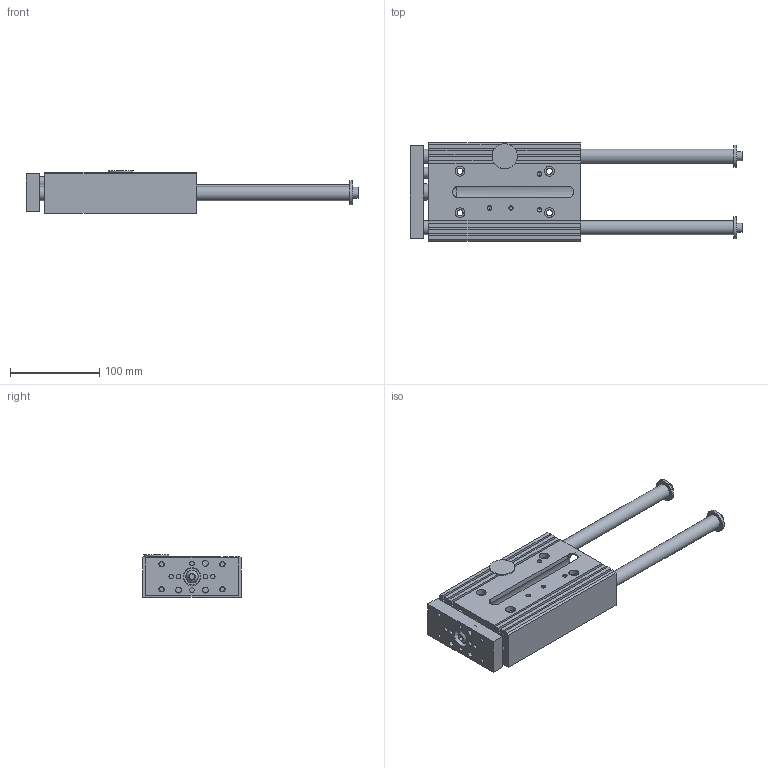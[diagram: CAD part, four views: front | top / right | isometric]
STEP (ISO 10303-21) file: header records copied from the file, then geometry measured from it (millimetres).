
FILE_DESCRIPTION( ( 'STEP AP214' ), '1' );
FILE_NAME( '8305017.step', '2010-06-10T06:47:46', ( ' ' ), ( ' ' ), 'XStep 1.0', ' ', ' ' );
FILE_SCHEMA( ( 'automotive_design' ) );
Length unit declared in the file: millimetre
Products named in the file (2): 1; 2
Bounding box: 371.5 x 110 x 47.5 mm (x, y, z)
Volume: 774214.9 mm3; surface area: 167913.5 mm2
Topology: 2 solids, 3 shells, 234 faces, 548 edges, 358 vertices
Faces by surface type: plane 128, cylinder 78, cone 27, sphere 1
Full cylindrical faces by diameter (mm): 4.134 x8, 4.918 x4, 5.02 x8, 5.1 x4, 6.6 x3, 6.647 x8, 6.75 x4, 8 x2, 10 x3, 11 x7, 12 x1, 16 x5, 18.5 x2, 20 x1, 24 x1, 25 x2, 28 x1, 34 x1
Entity records: 8117 total; most frequent: CARTESIAN_POINT 1218, DIRECTION 1068, ORIENTED_EDGE 838, AXIS2_PLACEMENT_3D 421, EDGE_CURVE 419, EDGE_LOOP 398, VERTEX_POINT 327, FACE_OUTER_BOUND 300
